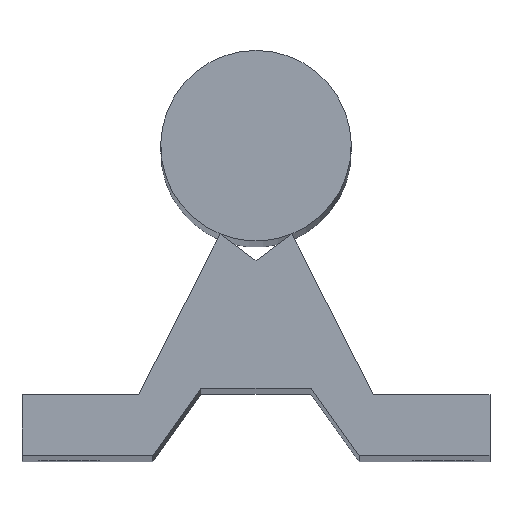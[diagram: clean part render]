
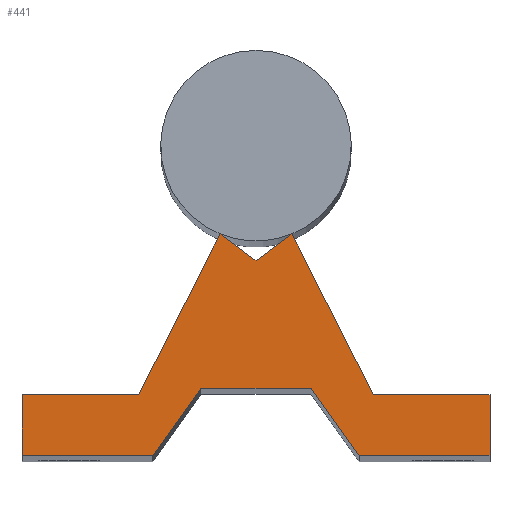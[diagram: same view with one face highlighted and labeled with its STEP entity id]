
A CAD part, top view. The second image highlights one B-rep face of the part: STEP entity #441.
In plain terms, the highlighted planar face has unit normal (0, 0, 1).
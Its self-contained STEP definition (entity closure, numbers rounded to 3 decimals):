
#36=PLANE('',#487);
#70=FACE_OUTER_BOUND('',#101,.T.);
#101=EDGE_LOOP('',(#380,#381,#382,#383,#384,#385,#386,#387,#388,#389,#390,
#391,#392));
#113=LINE('',#646,#158);
#116=LINE('',#652,#161);
#119=LINE('',#658,#164);
#122=LINE('',#664,#167);
#125=LINE('',#670,#170);
#128=LINE('',#676,#173);
#131=LINE('',#682,#176);
#134=LINE('',#688,#179);
#137=LINE('',#694,#182);
#140=LINE('',#700,#185);
#143=LINE('',#706,#188);
#146=LINE('',#712,#191);
#149=LINE('',#716,#194);
#158=VECTOR('',#531,10.);
#161=VECTOR('',#536,10.);
#164=VECTOR('',#541,10.);
#167=VECTOR('',#546,10.);
#170=VECTOR('',#551,10.);
#173=VECTOR('',#556,10.);
#176=VECTOR('',#561,10.);
#179=VECTOR('',#566,10.);
#182=VECTOR('',#571,10.);
#185=VECTOR('',#576,10.);
#188=VECTOR('',#581,10.);
#191=VECTOR('',#586,10.);
#194=VECTOR('',#591,10.);
#219=VERTEX_POINT('',#643);
#220=VERTEX_POINT('',#645);
#222=VERTEX_POINT('',#651);
#224=VERTEX_POINT('',#657);
#226=VERTEX_POINT('',#663);
#228=VERTEX_POINT('',#669);
#230=VERTEX_POINT('',#675);
#232=VERTEX_POINT('',#681);
#234=VERTEX_POINT('',#687);
#236=VERTEX_POINT('',#693);
#238=VERTEX_POINT('',#699);
#240=VERTEX_POINT('',#705);
#242=VERTEX_POINT('',#711);
#261=EDGE_CURVE('',#220,#219,#113,.T.);
#264=EDGE_CURVE('',#222,#220,#116,.T.);
#267=EDGE_CURVE('',#224,#222,#119,.T.);
#270=EDGE_CURVE('',#226,#224,#122,.T.);
#273=EDGE_CURVE('',#228,#226,#125,.T.);
#276=EDGE_CURVE('',#230,#228,#128,.T.);
#279=EDGE_CURVE('',#232,#230,#131,.T.);
#282=EDGE_CURVE('',#234,#232,#134,.T.);
#285=EDGE_CURVE('',#236,#234,#137,.T.);
#288=EDGE_CURVE('',#238,#236,#140,.T.);
#291=EDGE_CURVE('',#240,#238,#143,.T.);
#294=EDGE_CURVE('',#242,#240,#146,.T.);
#297=EDGE_CURVE('',#219,#242,#149,.T.);
#380=ORIENTED_EDGE('',*,*,#297,.T.);
#381=ORIENTED_EDGE('',*,*,#294,.T.);
#382=ORIENTED_EDGE('',*,*,#291,.T.);
#383=ORIENTED_EDGE('',*,*,#288,.T.);
#384=ORIENTED_EDGE('',*,*,#285,.T.);
#385=ORIENTED_EDGE('',*,*,#282,.T.);
#386=ORIENTED_EDGE('',*,*,#279,.T.);
#387=ORIENTED_EDGE('',*,*,#276,.T.);
#388=ORIENTED_EDGE('',*,*,#273,.T.);
#389=ORIENTED_EDGE('',*,*,#270,.T.);
#390=ORIENTED_EDGE('',*,*,#267,.T.);
#391=ORIENTED_EDGE('',*,*,#264,.T.);
#392=ORIENTED_EDGE('',*,*,#261,.T.);
#441=ADVANCED_FACE('',(#70),#36,.T.);
#487=AXIS2_PLACEMENT_3D('',#717,#592,#593);
#531=DIRECTION('',(0.58,0.814,0.));
#536=DIRECTION('',(1.,0.,0.));
#541=DIRECTION('',(0.,-1.,0.));
#546=DIRECTION('',(-1.,0.,0.));
#551=DIRECTION('',(-0.452,-0.892,0.));
#556=DIRECTION('',(-0.803,0.596,0.));
#561=DIRECTION('',(-0.803,-0.596,0.));
#566=DIRECTION('',(-0.452,0.892,0.));
#571=DIRECTION('',(-1.,0.,0.));
#576=DIRECTION('',(0.,1.,0.));
#581=DIRECTION('',(1.,0.,0.));
#586=DIRECTION('',(0.58,-0.814,0.));
#591=DIRECTION('',(1.,0.,0.));
#592=DIRECTION('center_axis',(0.,0.,1.));
#593=DIRECTION('ref_axis',(1.,0.,0.));
#643=CARTESIAN_POINT('',(-4.625,5.65,299.8));
#645=CARTESIAN_POINT('',(-8.65,0.,299.8));
#646=CARTESIAN_POINT('',(-4.625,5.65,299.8));
#651=CARTESIAN_POINT('',(-19.65,0.,299.8));
#652=CARTESIAN_POINT('',(-8.65,0.,299.8));
#657=CARTESIAN_POINT('',(-19.65,5.1,299.8));
#658=CARTESIAN_POINT('',(-19.65,0.,299.8));
#663=CARTESIAN_POINT('',(-9.85,5.1,299.8));
#664=CARTESIAN_POINT('',(-19.65,5.1,299.8));
#669=CARTESIAN_POINT('',(-3.014,18.59,299.8));
#670=CARTESIAN_POINT('',(-3.014,18.59,299.8));
#675=CARTESIAN_POINT('',(0.,16.35,299.8));
#676=CARTESIAN_POINT('',(0.,16.35,299.8));
#681=CARTESIAN_POINT('',(3.014,18.59,299.8));
#682=CARTESIAN_POINT('',(0.,16.35,299.8));
#687=CARTESIAN_POINT('',(9.85,5.1,299.8));
#688=CARTESIAN_POINT('',(3.014,18.59,299.8));
#693=CARTESIAN_POINT('',(19.65,5.1,299.8));
#694=CARTESIAN_POINT('',(19.65,5.1,299.8));
#699=CARTESIAN_POINT('',(19.65,0.,299.8));
#700=CARTESIAN_POINT('',(19.65,0.,299.8));
#705=CARTESIAN_POINT('',(8.65,0.,299.8));
#706=CARTESIAN_POINT('',(8.65,0.,299.8));
#711=CARTESIAN_POINT('',(4.625,5.65,299.8));
#712=CARTESIAN_POINT('',(4.625,5.65,299.8));
#716=CARTESIAN_POINT('',(0.,5.65,299.8));
#717=CARTESIAN_POINT('Origin',(0.,9.295,299.8));
